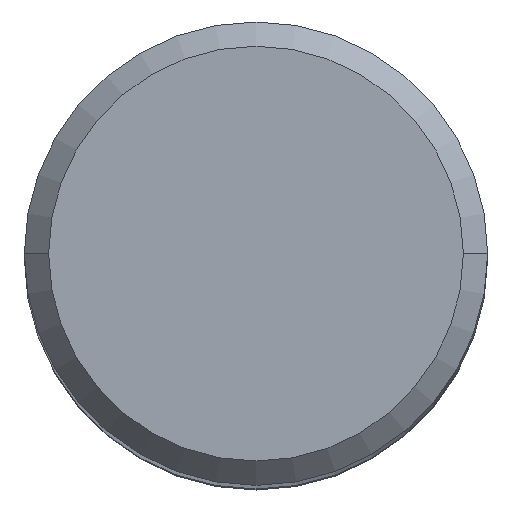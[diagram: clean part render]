
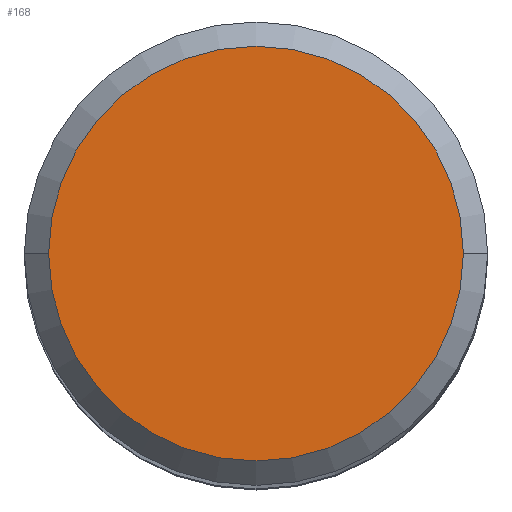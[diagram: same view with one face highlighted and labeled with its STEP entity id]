
A CAD part, top view. The second image highlights one B-rep face of the part: STEP entity #168.
In plain terms, the highlighted planar face has unit normal (0, 0, 1).
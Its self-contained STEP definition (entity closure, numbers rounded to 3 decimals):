
#114=FACE_OUTER_BOUND('',#240,.T.);
#168=ADVANCED_FACE('',(#114),#198,.F.);
#198=PLANE('',#1101);
#240=EDGE_LOOP('',(#384,#385));
#384=ORIENTED_EDGE('',*,*,#653,.T.);
#385=ORIENTED_EDGE('',*,*,#654,.T.);
#552=VERTEX_POINT('',#1739);
#555=VERTEX_POINT('',#1744);
#653=EDGE_CURVE('',#552,#555,#784,.T.);
#654=EDGE_CURVE('',#555,#552,#785,.T.);
#784=CIRCLE('',#1098,8.525);
#785=CIRCLE('',#1100,8.525);
#1098=AXIS2_PLACEMENT_3D('',#1745,#1385,#1386);
#1100=AXIS2_PLACEMENT_3D('',#1747,#1389,#1390);
#1101=AXIS2_PLACEMENT_3D('',#1748,#1391,#1392);
#1385=DIRECTION('',(0.,0.,1.));
#1386=DIRECTION('',(1.,0.,0.));
#1389=DIRECTION('',(0.,0.,1.));
#1390=DIRECTION('',(-1.,0.,0.));
#1391=DIRECTION('',(0.,0.,-1.));
#1392=DIRECTION('',(1.,0.,0.));
#1739=CARTESIAN_POINT('',(8.525,0.,38.04));
#1744=CARTESIAN_POINT('',(-8.525,0.,38.04));
#1745=CARTESIAN_POINT('',(0.,0.,38.04));
#1747=CARTESIAN_POINT('',(0.,0.,38.04));
#1748=CARTESIAN_POINT('',(0.,0.,38.04));
